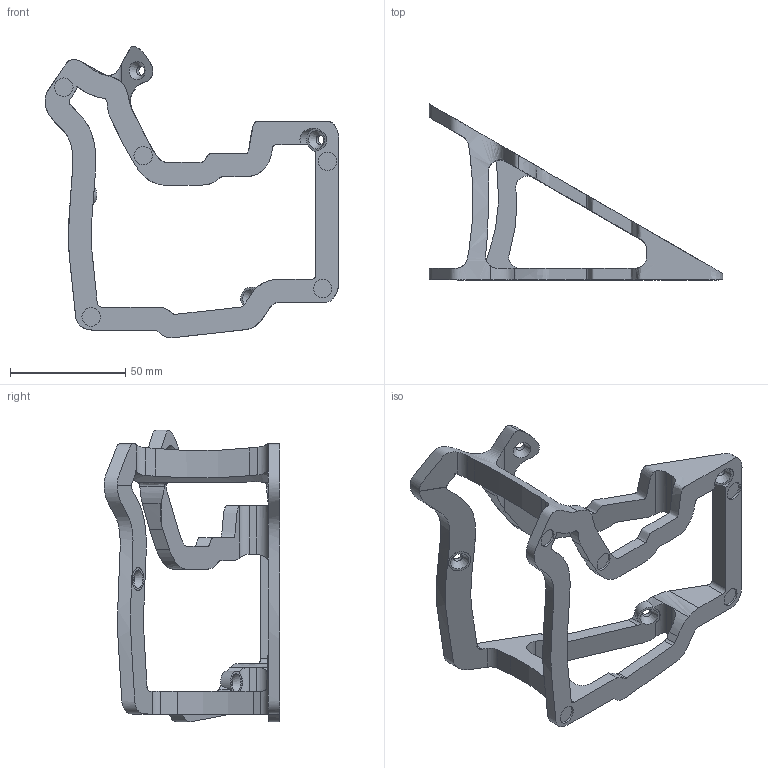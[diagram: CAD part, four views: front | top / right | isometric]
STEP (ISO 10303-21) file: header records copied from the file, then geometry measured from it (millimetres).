
FILE_DESCRIPTION(/* description */ (''),/* implementation_level */ '2;1');
FILE_NAME(/* name */ 'Organic Tent 30deg Charybdis 3x6 - No Mesh.step',/* time_stamp */ '2023-03-12T15:11:48-04:00',/* author */ (''),/* organization */ (''),/* preprocessor_version */ 'ST-DEVELOPER v19.2',/* originating_system */ 'Autodesk Translation Framework v11.17.0.187',/* authorisation */ '');
FILE_SCHEMA (('AUTOMOTIVE_DESIGN { 1 0 10303 214 3 1 1 }'));
Length unit declared in the file: millimetre
Products named in the file (2): Organic Tent 30deg Charybdis 3x6 - No Mesh; Organic Tent 30deg Charybdis 3x6 - No Mesh_1
Assembly tree (1 placements, depth 2):
  Organic Tent 30deg Charybdis 3x6 - No Mesh
    Organic Tent 30deg Charybdis 3x6 - No Mesh_1
Bounding box: 127.61 x 76.34 x 126.74 mm (x, y, z)
Volume: 56201.3 mm3; surface area: 29551.1 mm2
Topology: 1 solids, 1 shells, 147 faces, 431 edges, 287 vertices
Faces by surface type: bspline 50, plane 49, cylinder 44, cone 4
Full cylindrical faces by diameter (mm): 4 x4, 8 x5
Entity records: 7823 total; most frequent: CARTESIAN_POINT 4290, ORIENTED_EDGE 862, DIRECTION 510, EDGE_CURVE 431, VERTEX_POINT 287, B_SPLINE_CURVE_WITH_KNOTS 184, LINE 180, VECTOR 180
